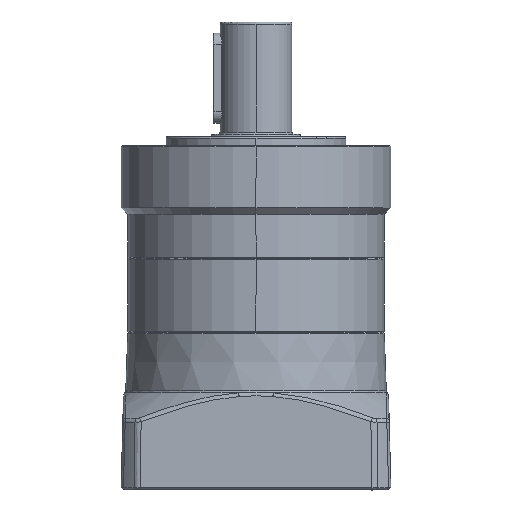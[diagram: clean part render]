
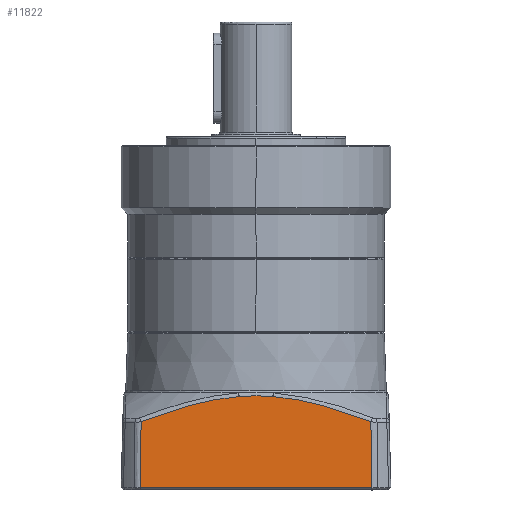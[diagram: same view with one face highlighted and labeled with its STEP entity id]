
A CAD part, left-side view. The second image highlights one B-rep face of the part: STEP entity #11822.
In plain terms, the highlighted face is planar.
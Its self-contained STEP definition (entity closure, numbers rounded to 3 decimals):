
#88 = VERTEX_POINT ( 'NONE', #35804 ) ;
#2703 = ORIENTED_EDGE ( 'NONE', *, *, #22419, .T. ) ;
#2714 = CARTESIAN_POINT ( 'NONE',  ( 59.068, -1.996, 36.891 ) ) ;
#2750 = CARTESIAN_POINT ( 'NONE',  ( 59.185, -6.477, -49.18 ) ) ;
#2894 = CARTESIAN_POINT ( 'NONE',  ( 59.039, -0.872, -32.686 ) ) ;
#3031 = CARTESIAN_POINT ( 'NONE',  ( 58.955, 2.321, -19.453 ) ) ;
#4212 = CARTESIAN_POINT ( 'NONE',  ( 59.974, -36.615, 51.372 ) ) ;
#5843 = CARTESIAN_POINT ( 'NONE',  ( 58.913, 3.919, 7.507 ) ) ;
#6225 = CARTESIAN_POINT ( 'NONE',  ( 58.928, 3.342, 15.032 ) ) ;
#6269 = CARTESIAN_POINT ( 'NONE',  ( 59.129, -4.342, -43.379 ) ) ;
#6278 = DIRECTION ( 'NONE',  ( 0., 0., -1. ) ) ;
#6406 = CARTESIAN_POINT ( 'NONE',  ( 59.022, -0.228, -30.396 ) ) ;
#6514 = CARTESIAN_POINT ( 'NONE',  ( 59.974, -36.615, 60. ) ) ;
#6550 = CARTESIAN_POINT ( 'NONE',  ( 58.952, 2.429, -18.87 ) ) ;
#6570 = EDGE_CURVE ( 'NONE', #13177, #26185, #25058, .T. ) ;
#7681 = CARTESIAN_POINT ( 'NONE',  ( 58.904, 4.283, -2.507 ) ) ;
#8935 = ORIENTED_EDGE ( 'NONE', *, *, #40834, .T. ) ;
#9718 = CARTESIAN_POINT ( 'NONE',  ( 59.109, -3.569, -41.158 ) ) ;
#9855 = CARTESIAN_POINT ( 'NONE',  ( 59.018, -0.073, -29.829 ) ) ;
#9990 = CARTESIAN_POINT ( 'NONE',  ( 58.951, 2.454, -18.732 ) ) ;
#10711 = ORIENTED_EDGE ( 'NONE', *, *, #6570, .T. ) ;
#11096 = CARTESIAN_POINT ( 'NONE',  ( 58.913, 3.919, -7.507 ) ) ;
#11822 = ADVANCED_FACE ( 'NONE', ( #20793 ), #18590, .T. ) ;
#13004 = CARTESIAN_POINT ( 'NONE',  ( 59.205, -7.212, 51.071 ) ) ;
#13177 = VERTEX_POINT ( 'NONE', #23635 ) ;
#13183 = CARTESIAN_POINT ( 'NONE',  ( 59.104, -3.383, -40.611 ) ) ;
#13322 = CARTESIAN_POINT ( 'NONE',  ( 59.017, -0.037, -29.695 ) ) ;
#13472 = CARTESIAN_POINT ( 'NONE',  ( 58.933, 3.155, -14.871 ) ) ;
#14372 = EDGE_CURVE ( 'NONE', #26185, #31241, #20538, .T. ) ;
#15458 = ORIENTED_EDGE ( 'NONE', *, *, #29745, .F. ) ;
#16548 = CARTESIAN_POINT ( 'NONE',  ( 59.205, -7.212, -51.071 ) ) ;
#16694 = CARTESIAN_POINT ( 'NONE',  ( 59.103, -3.339, -40.482 ) ) ;
#16842 = CARTESIAN_POINT ( 'NONE',  ( 59.016, -0.026, -29.656 ) ) ;
#16984 = CARTESIAN_POINT ( 'NONE',  ( 58.913, 3.919, -7.507 ) ) ;
#18590 = PLANE ( 'NONE',  #32503 ) ;
#19048 = DIRECTION ( 'NONE',  ( 1., 0.026, 0. ) ) ;
#20294 = CARTESIAN_POINT ( 'NONE',  ( 59.103, -3.326, -40.445 ) ) ;
#20442 = CARTESIAN_POINT ( 'NONE',  ( 58.985, 1.176, -24.975 ) ) ;
#20538 = LINE ( 'NONE', #6514, #20884 ) ;
#20650 = LINE ( 'NONE', #34147, #40670 ) ;
#20793 = FACE_OUTER_BOUND ( 'NONE', #29785, .T. ) ;
#20884 = VECTOR ( 'NONE', #6278, 1000. ) ;
#21560 = VERTEX_POINT ( 'NONE', #26182 ) ;
#21802 = B_SPLINE_CURVE_WITH_KNOTS ( 'NONE', 3,
 ( #16548, #2750, #27466, #6269, #31045, #9718, #34567, #13183, #38068, #16694, #41552, #20294, #44966, #23925, #2894, #27605, #6406, #31191, #9855, #34717, #13322, #38216, #16842, #41687, #20442, #45095, #24076, #3031, #27763, #6550, #31328, #9990, #34858, #13472, #38363, #16984 ),
 .UNSPECIFIED., .F., .F.,
 ( 4, 1, 1, 1, 1, 1, 1, 1, 2, 2, 1, 1, 1, 1, 1, 1, 1, 2, 2, 1, 1, 1, 1, 1, 1, 2, 2, 4 ),
 ( 0., 0.125, 0.188, 0.219, 0.234, 0.242, 0.246, 0.248, 0.249, 0.25, 0.375, 0.438, 0.469, 0.484, 0.492, 0.496, 0.498, 0.499, 0.5, 0.625, 0.688, 0.719, 0.734, 0.742, 0.746, 0.748, 0.75, 1. ),
 .UNSPECIFIED. ) ;
#22419 = EDGE_CURVE ( 'NONE', #31241, #21560, #20650, .T. ) ;
#23635 = CARTESIAN_POINT ( 'NONE',  ( 59.205, -7.212, 51.071 ) ) ;
#23925 = CARTESIAN_POINT ( 'NONE',  ( 59.063, -1.796, -35.799 ) ) ;
#24076 = CARTESIAN_POINT ( 'NONE',  ( 58.959, 2.173, -20.233 ) ) ;
#24958 = CARTESIAN_POINT ( 'NONE',  ( 58.913, 3.919, 7.507 ) ) ;
#25058 = LINE ( 'NONE', #41353, #25322 ) ;
#25322 = VECTOR ( 'NONE', #41305, 1000. ) ;
#26182 = CARTESIAN_POINT ( 'NONE',  ( 59.205, -7.212, -51.071 ) ) ;
#26185 = VERTEX_POINT ( 'NONE', #4212 ) ;
#27428 = CARTESIAN_POINT ( 'NONE',  ( 58.965, 1.918, 22.389 ) ) ;
#27466 = CARTESIAN_POINT ( 'NONE',  ( 59.158, -5.439, -46.432 ) ) ;
#27605 = CARTESIAN_POINT ( 'NONE',  ( 59.027, -0.438, -31.155 ) ) ;
#27763 = CARTESIAN_POINT ( 'NONE',  ( 58.953, 2.393, -19.064 ) ) ;
#28937 = CARTESIAN_POINT ( 'NONE',  ( 58.904, 4.283, 2.508 ) ) ;
#29745 = EDGE_CURVE ( 'NONE', #35522, #88, #43709, .T. ) ;
#29785 = EDGE_LOOP ( 'NONE', ( #15458, #41215, #10711, #38643, #2703, #8935 ) ) ;
#30049 = CARTESIAN_POINT ( 'NONE',  ( 59.974, -36.615, -51.372 ) ) ;
#30732 = CARTESIAN_POINT ( 'NONE',  ( 59.133, -4.486, 44.062 ) ) ;
#31004 = CARTESIAN_POINT ( 'NONE',  ( 58.913, 3.919, 7.507 ) ) ;
#31045 = CARTESIAN_POINT ( 'NONE',  ( 59.116, -3.822, -41.892 ) ) ;
#31191 = CARTESIAN_POINT ( 'NONE',  ( 59.019, -0.125, -30.018 ) ) ;
#31241 = VERTEX_POINT ( 'NONE', #30049 ) ;
#31328 = CARTESIAN_POINT ( 'NONE',  ( 58.952, 2.444, -18.787 ) ) ;
#32294 = DIRECTION ( 'NONE',  ( -0.026, 1., 0.01 ) ) ;
#32491 = CARTESIAN_POINT ( 'NONE',  ( 58.908, 4.11, -5.007 ) ) ;
#32503 = AXIS2_PLACEMENT_3D ( 'NONE', #43328, #19048, #43782 ) ;
#34147 = CARTESIAN_POINT ( 'NONE',  ( 59.974, -36.615, -51.372 ) ) ;
#34567 = CARTESIAN_POINT ( 'NONE',  ( 59.106, -3.445, -40.793 ) ) ;
#34717 = CARTESIAN_POINT ( 'NONE',  ( 59.017, -0.048, -29.735 ) ) ;
#34858 = CARTESIAN_POINT ( 'NONE',  ( 58.951, 2.459, -18.706 ) ) ;
#35522 = VERTEX_POINT ( 'NONE', #5843 ) ;
#35804 = CARTESIAN_POINT ( 'NONE',  ( 58.913, 3.919, -7.507 ) ) ;
#38068 = CARTESIAN_POINT ( 'NONE',  ( 59.103, -3.352, -40.521 ) ) ;
#38216 = CARTESIAN_POINT ( 'NONE',  ( 59.016, -0.03, -29.668 ) ) ;
#38363 = CARTESIAN_POINT ( 'NONE',  ( 58.92, 3.639, -11.148 ) ) ;
#38643 = ORIENTED_EDGE ( 'NONE', *, *, #14372, .T. ) ;
#39203 = B_SPLINE_CURVE_WITH_KNOTS ( 'NONE', 3,
 ( #13004, #30732, #2714, #27428, #6225, #31004 ),
 .UNSPECIFIED., .F., .F.,
 ( 4, 2, 4 ),
 ( 0., 0.5, 1. ),
 .UNSPECIFIED. ) ;
#40670 = VECTOR ( 'NONE', #32294, 1000. ) ;
#40834 = EDGE_CURVE ( 'NONE', #21560, #88, #21802, .T. ) ;
#41215 = ORIENTED_EDGE ( 'NONE', *, *, #42510, .F. ) ;
#41305 = DIRECTION ( 'NONE',  ( 0.026, -1., 0.01 ) ) ;
#41353 = CARTESIAN_POINT ( 'NONE',  ( 59.205, -7.212, 51.071 ) ) ;
#41552 = CARTESIAN_POINT ( 'NONE',  ( 59.103, -3.33, -40.456 ) ) ;
#41687 = CARTESIAN_POINT ( 'NONE',  ( 59.003, 0.485, -27.758 ) ) ;
#42510 = EDGE_CURVE ( 'NONE', #13177, #35522, #39203, .T. ) ;
#42769 = CARTESIAN_POINT ( 'NONE',  ( 58.908, 4.11, 5.008 ) ) ;
#43328 = CARTESIAN_POINT ( 'NONE',  ( 60., -37.59, 60. ) ) ;
#43709 = B_SPLINE_CURVE_WITH_KNOTS ( 'NONE', 3,
 ( #24958, #42769, #28937, #7681, #32491, #11096 ),
 .UNSPECIFIED., .F., .F.,
 ( 4, 2, 4 ),
 ( 0., 0.5, 1. ),
 .UNSPECIFIED. ) ;
#43782 = DIRECTION ( 'NONE',  ( -0.026, 1., 0. ) ) ;
#44966 = CARTESIAN_POINT ( 'NONE',  ( 59.086, -2.685, -38.554 ) ) ;
#45095 = CARTESIAN_POINT ( 'NONE',  ( 58.967, 1.861, -21.802 ) ) ;
